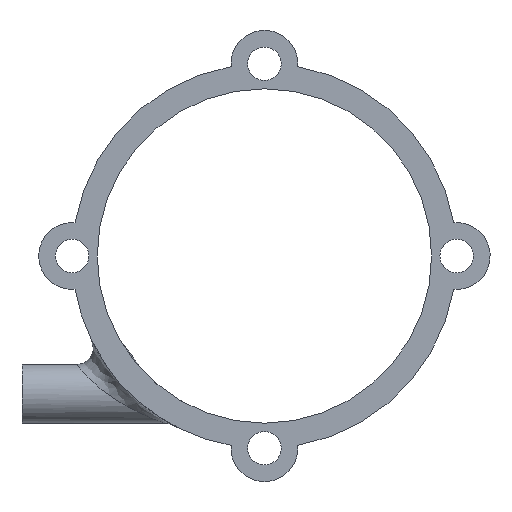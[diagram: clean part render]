
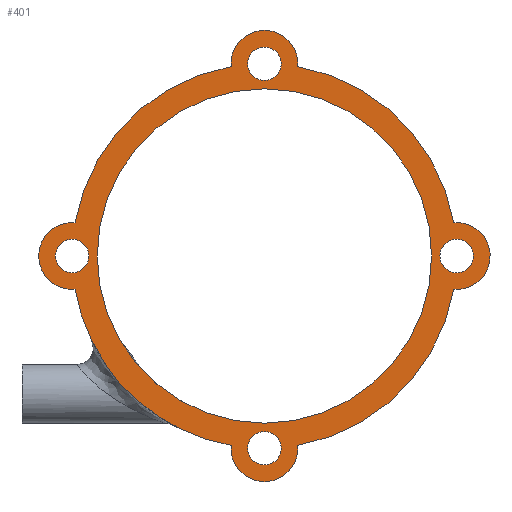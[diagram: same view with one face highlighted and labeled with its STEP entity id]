
A CAD part, front view. The second image highlights one B-rep face of the part: STEP entity #401.
In plain terms, the highlighted planar face has unit normal (0, -1, 0).
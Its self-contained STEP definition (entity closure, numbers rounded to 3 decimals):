
#22=FACE_BOUND('',#125,.T.);
#23=FACE_BOUND('',#126,.T.);
#24=FACE_BOUND('',#127,.T.);
#25=FACE_BOUND('',#128,.T.);
#26=FACE_BOUND('',#129,.T.);
#29=PLANE('',#473);
#97=FACE_OUTER_BOUND('',#124,.T.);
#124=EDGE_LOOP('',(#366,#367,#368,#369,#370,#371,#372,#373,#374,#375));
#125=EDGE_LOOP('',(#376));
#126=EDGE_LOOP('',(#377));
#127=EDGE_LOOP('',(#378));
#128=EDGE_LOOP('',(#379));
#129=EDGE_LOOP('',(#380));
#131=CIRCLE('',#424,11.5);
#138=CIRCLE('',#435,1.);
#140=CIRCLE('',#438,1.);
#142=CIRCLE('',#441,1.);
#144=CIRCLE('',#444,1.);
#146=CIRCLE('',#447,10.);
#147=CIRCLE('',#449,11.5);
#149=CIRCLE('',#452,2.);
#152=CIRCLE('',#456,11.5);
#153=CIRCLE('',#458,2.);
#155=CIRCLE('',#461,11.5);
#157=CIRCLE('',#464,2.);
#159=CIRCLE('',#467,11.5);
#161=CIRCLE('',#470,2.);
#168=B_SPLINE_CURVE_WITH_KNOTS('',3,(#787,#788,#789,#790,#791,#792,#793,
#794,#795,#796,#797,#798,#799,#800,#801,#802,#803,#804),.UNSPECIFIED.,.F.,
 .F.,(4,2,2,2,2,2,2,2,4),(0.,0.078,0.102,0.117,
0.129,0.143,0.17,0.229,
0.255),.UNSPECIFIED.);
#176=VERTEX_POINT('',#778);
#177=VERTEX_POINT('',#786);
#178=VERTEX_POINT('',#815);
#187=VERTEX_POINT('',#877);
#189=VERTEX_POINT('',#883);
#191=VERTEX_POINT('',#889);
#193=VERTEX_POINT('',#895);
#195=VERTEX_POINT('',#901);
#196=VERTEX_POINT('',#905);
#197=VERTEX_POINT('',#906);
#201=VERTEX_POINT('',#919);
#202=VERTEX_POINT('',#923);
#204=VERTEX_POINT('',#929);
#206=VERTEX_POINT('',#935);
#208=VERTEX_POINT('',#941);
#216=EDGE_CURVE('',#177,#176,#168,.F.);
#218=EDGE_CURVE('',#177,#178,#131,.T.);
#231=EDGE_CURVE('',#187,#187,#138,.T.);
#234=EDGE_CURVE('',#189,#189,#140,.T.);
#237=EDGE_CURVE('',#191,#191,#142,.T.);
#240=EDGE_CURVE('',#193,#193,#144,.T.);
#243=EDGE_CURVE('',#195,#195,#146,.T.);
#244=EDGE_CURVE('',#196,#197,#147,.T.);
#248=EDGE_CURVE('',#178,#196,#149,.T.);
#252=EDGE_CURVE('',#201,#176,#152,.T.);
#253=EDGE_CURVE('',#202,#201,#153,.T.);
#256=EDGE_CURVE('',#204,#202,#155,.T.);
#259=EDGE_CURVE('',#206,#204,#157,.T.);
#262=EDGE_CURVE('',#208,#206,#159,.T.);
#265=EDGE_CURVE('',#197,#208,#161,.T.);
#366=ORIENTED_EDGE('',*,*,#265,.F.);
#367=ORIENTED_EDGE('',*,*,#244,.F.);
#368=ORIENTED_EDGE('',*,*,#248,.F.);
#369=ORIENTED_EDGE('',*,*,#218,.F.);
#370=ORIENTED_EDGE('',*,*,#216,.T.);
#371=ORIENTED_EDGE('',*,*,#252,.F.);
#372=ORIENTED_EDGE('',*,*,#253,.F.);
#373=ORIENTED_EDGE('',*,*,#256,.F.);
#374=ORIENTED_EDGE('',*,*,#259,.F.);
#375=ORIENTED_EDGE('',*,*,#262,.F.);
#376=ORIENTED_EDGE('',*,*,#243,.F.);
#377=ORIENTED_EDGE('',*,*,#240,.F.);
#378=ORIENTED_EDGE('',*,*,#237,.F.);
#379=ORIENTED_EDGE('',*,*,#234,.F.);
#380=ORIENTED_EDGE('',*,*,#231,.F.);
#401=ADVANCED_FACE('',(#97,#22,#23,#24,#25,#26),#29,.F.);
#424=AXIS2_PLACEMENT_3D('',#816,#480,#481);
#435=AXIS2_PLACEMENT_3D('',#879,#507,#508);
#438=AXIS2_PLACEMENT_3D('',#885,#514,#515);
#441=AXIS2_PLACEMENT_3D('',#891,#521,#522);
#444=AXIS2_PLACEMENT_3D('',#897,#528,#529);
#447=AXIS2_PLACEMENT_3D('',#903,#535,#536);
#449=AXIS2_PLACEMENT_3D('',#907,#539,#540);
#452=AXIS2_PLACEMENT_3D('',#914,#547,#548);
#456=AXIS2_PLACEMENT_3D('',#921,#556,#557);
#458=AXIS2_PLACEMENT_3D('',#924,#560,#561);
#461=AXIS2_PLACEMENT_3D('',#930,#567,#568);
#464=AXIS2_PLACEMENT_3D('',#936,#574,#575);
#467=AXIS2_PLACEMENT_3D('',#942,#581,#582);
#470=AXIS2_PLACEMENT_3D('',#947,#588,#589);
#473=AXIS2_PLACEMENT_3D('',#950,#594,#595);
#480=DIRECTION('center_axis',(0.,1.,0.));
#481=DIRECTION('ref_axis',(-0.173,0.,-0.985));
#507=DIRECTION('center_axis',(0.,-1.,0.));
#508=DIRECTION('ref_axis',(1.,0.,0.));
#514=DIRECTION('center_axis',(0.,-1.,0.));
#515=DIRECTION('ref_axis',(1.,0.,0.));
#521=DIRECTION('center_axis',(0.,-1.,0.));
#522=DIRECTION('ref_axis',(1.,0.,0.));
#528=DIRECTION('center_axis',(0.,-1.,0.));
#529=DIRECTION('ref_axis',(1.,0.,0.));
#535=DIRECTION('center_axis',(0.,-1.,0.));
#536=DIRECTION('ref_axis',(1.,0.,0.));
#539=DIRECTION('center_axis',(0.,1.,0.));
#540=DIRECTION('ref_axis',(-0.985,0.,0.173));
#547=DIRECTION('center_axis',(0.,1.,0.));
#548=DIRECTION('ref_axis',(0.087,0.,-0.996));
#556=DIRECTION('center_axis',(0.,1.,0.));
#557=DIRECTION('ref_axis',(-0.173,0.,-0.985));
#560=DIRECTION('center_axis',(0.,1.,0.));
#561=DIRECTION('ref_axis',(0.996,0.,0.087));
#567=DIRECTION('center_axis',(0.,1.,0.));
#568=DIRECTION('ref_axis',(0.985,0.,-0.173));
#574=DIRECTION('center_axis',(0.,1.,0.));
#575=DIRECTION('ref_axis',(-0.087,0.,0.996));
#581=DIRECTION('center_axis',(0.,1.,0.));
#582=DIRECTION('ref_axis',(0.173,0.,0.985));
#588=DIRECTION('center_axis',(0.,1.,0.));
#589=DIRECTION('ref_axis',(-0.996,0.,-0.087));
#594=DIRECTION('center_axis',(0.,1.,0.));
#595=DIRECTION('ref_axis',(0.,0.,1.));
#778=CARTESIAN_POINT('',(-7.585,0.,-8.644));
#786=CARTESIAN_POINT('',(-9.462,0.,-6.536));
#787=CARTESIAN_POINT('Ctrl Pts',(-7.585,0.,-8.644));
#788=CARTESIAN_POINT('Ctrl Pts',(-7.781,0.,
-8.472));
#789=CARTESIAN_POINT('Ctrl Pts',(-8.017,0.,
-8.266));
#790=CARTESIAN_POINT('Ctrl Pts',(-8.292,0.,
-8.002));
#791=CARTESIAN_POINT('Ctrl Pts',(-8.356,0.,
-7.939));
#792=CARTESIAN_POINT('Ctrl Pts',(-8.455,0.,
-7.837));
#793=CARTESIAN_POINT('Ctrl Pts',(-8.492,0.,
-7.799));
#794=CARTESIAN_POINT('Ctrl Pts',(-8.559,0.,
-7.728));
#795=CARTESIAN_POINT('Ctrl Pts',(-8.589,0.,
-7.694));
#796=CARTESIAN_POINT('Ctrl Pts',(-8.656,0.,
-7.62));
#797=CARTESIAN_POINT('Ctrl Pts',(-8.692,0.,
-7.579));
#798=CARTESIAN_POINT('Ctrl Pts',(-8.793,0.,
-7.46));
#799=CARTESIAN_POINT('Ctrl Pts',(-8.856,0.,-7.383));
#800=CARTESIAN_POINT('Ctrl Pts',(-9.051,0.,-7.132));
#801=CARTESIAN_POINT('Ctrl Pts',(-9.16,0.,
-6.977));
#802=CARTESIAN_POINT('Ctrl Pts',(-9.35,0.,
-6.7));
#803=CARTESIAN_POINT('Ctrl Pts',(-9.406,0.,
-6.618));
#804=CARTESIAN_POINT('Ctrl Pts',(-9.462,0.,
-6.536));
#815=CARTESIAN_POINT('',(-11.326,0.,-1.992));
#816=CARTESIAN_POINT('Origin',(0.,0.,0.));
#877=CARTESIAN_POINT('',(-1.,0.,-11.5));
#879=CARTESIAN_POINT('Origin',(0.,0.,-11.5));
#883=CARTESIAN_POINT('',(10.5,0.,0.));
#885=CARTESIAN_POINT('Origin',(11.5,0.,0.));
#889=CARTESIAN_POINT('',(-12.5,0.,0.));
#891=CARTESIAN_POINT('Origin',(-11.5,0.,0.));
#895=CARTESIAN_POINT('',(-1.,0.,11.5));
#897=CARTESIAN_POINT('Origin',(0.,0.,11.5));
#901=CARTESIAN_POINT('',(-10.,0.,0.));
#903=CARTESIAN_POINT('Origin',(0.,0.,0.));
#905=CARTESIAN_POINT('',(-11.326,0.,1.992));
#906=CARTESIAN_POINT('',(-1.992,0.,11.326));
#907=CARTESIAN_POINT('Origin',(0.,0.,0.));
#914=CARTESIAN_POINT('Origin',(-11.5,0.,0.));
#919=CARTESIAN_POINT('',(-1.992,0.,-11.326));
#921=CARTESIAN_POINT('Origin',(0.,0.,0.));
#923=CARTESIAN_POINT('',(1.992,0.,-11.326));
#924=CARTESIAN_POINT('Origin',(0.,0.,-11.5));
#929=CARTESIAN_POINT('',(11.326,0.,-1.992));
#930=CARTESIAN_POINT('Origin',(0.,0.,0.));
#935=CARTESIAN_POINT('',(11.326,0.,1.992));
#936=CARTESIAN_POINT('Origin',(11.5,0.,0.));
#941=CARTESIAN_POINT('',(1.992,0.,11.326));
#942=CARTESIAN_POINT('Origin',(0.,0.,0.));
#947=CARTESIAN_POINT('Origin',(0.,0.,11.5));
#950=CARTESIAN_POINT('Origin',(0.,0.,0.));
